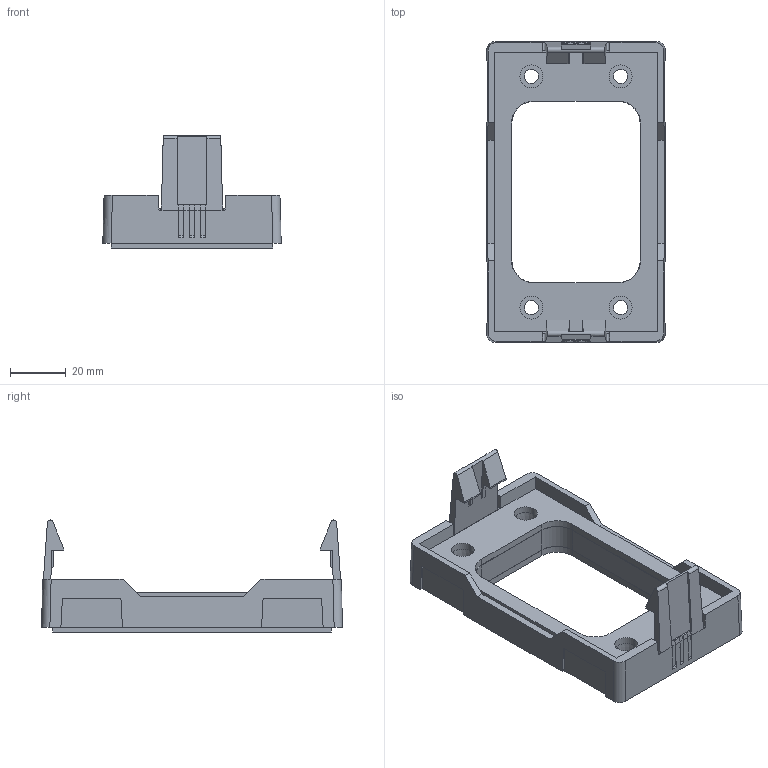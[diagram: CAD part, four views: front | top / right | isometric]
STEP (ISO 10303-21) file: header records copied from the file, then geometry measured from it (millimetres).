
FILE_DESCRIPTION(('Creo Elements/Direct Modeling STEP Export'),'2;1');
FILE_NAME('model.stp','2018-04-03T10:02:31',(''),(''),'Creo Elements/Direct Modeling STEP processor for AP214 (Solid Model)','Creo Elements/Direct Modeling 18.1I 14-Aug-2016 (C) Parametric Technology GmbH','');
FILE_SCHEMA(('AUTOMOTIVE_DESIGN { 1 0 10303 214 1 1 1 1 }'));
Length unit declared in the file: millimetre
Products named in the file (2): CES_B10_SF_PLBK-select
Assembly tree (1 placements, depth 2):
  CES_B10_SF_PLBK-select
    CES_B10_SF_PLBK-select
Bounding box: 64.01 x 108.01 x 40.19 mm (x, y, z)
Volume: 54659.5 mm3; surface area: 21509.4 mm2
Topology: 1 solids, 1 shells, 219 faces, 594 edges, 392 vertices
Faces by surface type: plane 165, cylinder 46, cone 8
Entity records: 8399 total; most frequent: ORIENTED_EDGE 1188, CARTESIAN_POINT 1151, DIRECTION 1054, EDGE_CURVE 594, VECTOR 464, LINE 464, VERTEX_POINT 392, AXIS2_PLACEMENT_3D 295
